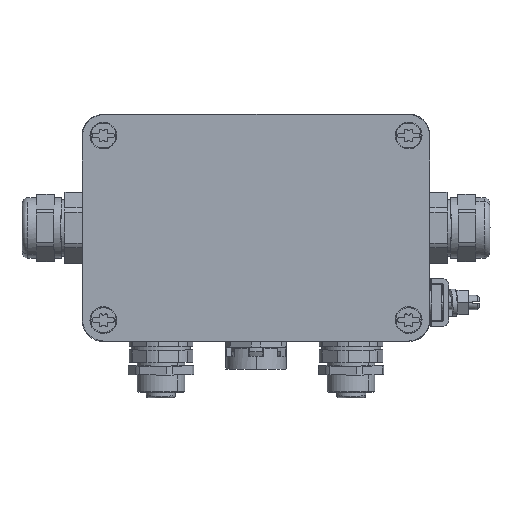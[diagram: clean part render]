
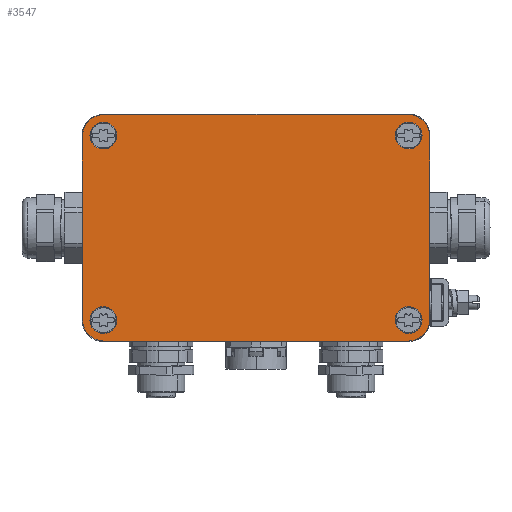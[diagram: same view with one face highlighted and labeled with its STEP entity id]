
A CAD part, top view. The second image highlights one B-rep face of the part: STEP entity #3547.
In plain terms, the highlighted planar face has unit normal (0, 0, 1).
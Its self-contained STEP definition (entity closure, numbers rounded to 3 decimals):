
#3463=AXIS2_PLACEMENT_3D('Plane Axis2P3D',#3460,#3461,#3462) ;
#3477=AXIS2_PLACEMENT_3D('Circle Axis2P3D',#3475,#3476,$) ;
#3486=AXIS2_PLACEMENT_3D('Circle Axis2P3D',#3484,#3485,$) ;
#3495=AXIS2_PLACEMENT_3D('Circle Axis2P3D',#3493,#3494,$) ;
#3504=AXIS2_PLACEMENT_3D('Circle Axis2P3D',#3502,#3503,$) ;
#3513=AXIS2_PLACEMENT_3D('Circle Axis2P3D',#3511,#3512,$) ;
#3522=AXIS2_PLACEMENT_3D('Circle Axis2P3D',#3520,#3521,$) ;
#3531=AXIS2_PLACEMENT_3D('Circle Axis2P3D',#3529,#3530,$) ;
#3540=AXIS2_PLACEMENT_3D('Circle Axis2P3D',#3538,#3539,$) ;
#1711=CARTESIAN_POINT('Control Point',(108.824,79.764,34.)) ;
#1712=CARTESIAN_POINT('Control Point',(110.708,79.764,34.)) ;
#1713=CARTESIAN_POINT('Control Point',(112.595,79.026,34.)) ;
#1714=CARTESIAN_POINT('Control Point',(114.085,77.536,34.)) ;
#1715=CARTESIAN_POINT('Control Point',(114.823,75.649,34.)) ;
#1716=CARTESIAN_POINT('Control Point',(114.823,73.765,34.)) ;
#1717=CARTESIAN_POINT('Vertex',(108.824,79.764,34.)) ;
#1719=CARTESIAN_POINT('Vertex',(114.823,73.765,34.)) ;
#1745=CARTESIAN_POINT('Line Origine',(114.823,47.868,34.)) ;
#1749=CARTESIAN_POINT('Vertex',(114.823,21.972,34.)) ;
#1771=CARTESIAN_POINT('Control Point',(108.824,15.973,34.)) ;
#1772=CARTESIAN_POINT('Control Point',(110.708,15.973,34.)) ;
#1773=CARTESIAN_POINT('Control Point',(112.595,16.711,34.)) ;
#1774=CARTESIAN_POINT('Control Point',(114.085,18.201,34.)) ;
#1775=CARTESIAN_POINT('Control Point',(114.823,20.088,34.)) ;
#1776=CARTESIAN_POINT('Control Point',(114.823,21.972,34.)) ;
#1777=CARTESIAN_POINT('Vertex',(108.824,15.973,34.)) ;
#1798=CARTESIAN_POINT('Line Origine',(65.928,15.973,34.)) ;
#1802=CARTESIAN_POINT('Vertex',(23.031,15.973,34.)) ;
#1824=CARTESIAN_POINT('Control Point',(17.032,21.972,34.)) ;
#1825=CARTESIAN_POINT('Control Point',(17.032,20.088,34.)) ;
#1826=CARTESIAN_POINT('Control Point',(17.77,18.201,34.)) ;
#1827=CARTESIAN_POINT('Control Point',(19.26,16.711,34.)) ;
#1828=CARTESIAN_POINT('Control Point',(21.147,15.973,34.)) ;
#1829=CARTESIAN_POINT('Control Point',(23.031,15.973,34.)) ;
#1830=CARTESIAN_POINT('Vertex',(17.032,21.972,34.)) ;
#1851=CARTESIAN_POINT('Line Origine',(17.032,47.868,34.)) ;
#1855=CARTESIAN_POINT('Vertex',(17.032,73.765,34.)) ;
#1877=CARTESIAN_POINT('Control Point',(17.032,73.765,34.)) ;
#1878=CARTESIAN_POINT('Control Point',(17.032,75.649,34.)) ;
#1879=CARTESIAN_POINT('Control Point',(17.77,77.536,34.)) ;
#1880=CARTESIAN_POINT('Control Point',(19.26,79.026,34.)) ;
#1881=CARTESIAN_POINT('Control Point',(21.147,79.764,34.)) ;
#1882=CARTESIAN_POINT('Control Point',(23.031,79.764,34.)) ;
#1883=CARTESIAN_POINT('Vertex',(23.031,79.764,34.)) ;
#1904=CARTESIAN_POINT('Line Origine',(65.928,79.764,34.)) ;
#3460=CARTESIAN_POINT('Axis2P3D Location',(65.928,15.973,34.)) ;
#3475=CARTESIAN_POINT('Axis2P3D Location',(22.928,21.868,34.)) ;
#3479=CARTESIAN_POINT('Vertex',(24.74,25.187,34.)) ;
#3481=CARTESIAN_POINT('Vertex',(21.115,18.55,34.)) ;
#3484=CARTESIAN_POINT('Axis2P3D Location',(22.928,21.868,34.)) ;
#3493=CARTESIAN_POINT('Axis2P3D Location',(108.928,73.868,34.)) ;
#3497=CARTESIAN_POINT('Vertex',(110.74,77.187,34.)) ;
#3499=CARTESIAN_POINT('Vertex',(107.115,70.55,34.)) ;
#3502=CARTESIAN_POINT('Axis2P3D Location',(108.928,73.868,34.)) ;
#3511=CARTESIAN_POINT('Axis2P3D Location',(22.928,73.868,34.)) ;
#3515=CARTESIAN_POINT('Vertex',(21.115,70.55,34.)) ;
#3517=CARTESIAN_POINT('Vertex',(24.74,77.187,34.)) ;
#3520=CARTESIAN_POINT('Axis2P3D Location',(22.928,73.868,34.)) ;
#3529=CARTESIAN_POINT('Axis2P3D Location',(108.928,21.868,34.)) ;
#3533=CARTESIAN_POINT('Vertex',(107.115,18.55,34.)) ;
#3535=CARTESIAN_POINT('Vertex',(110.74,25.187,34.)) ;
#3538=CARTESIAN_POINT('Axis2P3D Location',(108.928,21.868,34.)) ;
#1746=DIRECTION('Vector Direction',(0.,1.,0.)) ;
#1799=DIRECTION('Vector Direction',(1.,0.,0.)) ;
#1852=DIRECTION('Vector Direction',(0.,1.,0.)) ;
#1905=DIRECTION('Vector Direction',(1.,0.,0.)) ;
#3461=DIRECTION('Axis2P3D Direction',(0.,0.,-1.)) ;
#3462=DIRECTION('Axis2P3D XDirection',(0.,1.,0.)) ;
#3476=DIRECTION('Axis2P3D Direction',(0.,0.,-1.)) ;
#3485=DIRECTION('Axis2P3D Direction',(0.,0.,-1.)) ;
#3494=DIRECTION('Axis2P3D Direction',(0.,0.,-1.)) ;
#3503=DIRECTION('Axis2P3D Direction',(0.,0.,-1.)) ;
#3512=DIRECTION('Axis2P3D Direction',(0.,0.,-1.)) ;
#3521=DIRECTION('Axis2P3D Direction',(0.,0.,-1.)) ;
#3530=DIRECTION('Axis2P3D Direction',(0.,0.,-1.)) ;
#3539=DIRECTION('Axis2P3D Direction',(0.,0.,-1.)) ;
#1747=VECTOR('Line Direction',#1746,1.) ;
#1800=VECTOR('Line Direction',#1799,1.) ;
#1853=VECTOR('Line Direction',#1852,1.) ;
#1906=VECTOR('Line Direction',#1905,1.) ;
#3466=ORIENTED_EDGE('',*,*,#1721,.F.) ;
#3467=ORIENTED_EDGE('',*,*,#1908,.F.) ;
#3468=ORIENTED_EDGE('',*,*,#1885,.F.) ;
#3469=ORIENTED_EDGE('',*,*,#1857,.F.) ;
#3470=ORIENTED_EDGE('',*,*,#1832,.F.) ;
#3471=ORIENTED_EDGE('',*,*,#1804,.T.) ;
#3472=ORIENTED_EDGE('',*,*,#1779,.F.) ;
#3473=ORIENTED_EDGE('',*,*,#1751,.T.) ;
#3490=ORIENTED_EDGE('',*,*,#3483,.F.) ;
#3491=ORIENTED_EDGE('',*,*,#3488,.F.) ;
#3508=ORIENTED_EDGE('',*,*,#3501,.F.) ;
#3509=ORIENTED_EDGE('',*,*,#3506,.F.) ;
#3526=ORIENTED_EDGE('',*,*,#3519,.F.) ;
#3527=ORIENTED_EDGE('',*,*,#3524,.F.) ;
#3544=ORIENTED_EDGE('',*,*,#3537,.F.) ;
#3545=ORIENTED_EDGE('',*,*,#3542,.F.) ;
#3492=FACE_BOUND('',#3489,.T.) ;
#3510=FACE_BOUND('',#3507,.T.) ;
#3528=FACE_BOUND('',#3525,.T.) ;
#3546=FACE_BOUND('',#3543,.T.) ;
#3547=ADVANCED_FACE('FBcon',(#3474,#3492,#3510,#3528,#3546),#3464,.F.) ;
#1710=B_SPLINE_CURVE_WITH_KNOTS('',5,(#1711,#1712,#1713,#1714,#1715,#1716),.UNSPECIFIED.,.F.,.U.,(6,6),(0.,13.327),.UNSPECIFIED.) ;
#1770=B_SPLINE_CURVE_WITH_KNOTS('',5,(#1771,#1772,#1773,#1774,#1775,#1776),.UNSPECIFIED.,.F.,.U.,(6,6),(0.,13.327),.UNSPECIFIED.) ;
#1823=B_SPLINE_CURVE_WITH_KNOTS('',5,(#1824,#1825,#1826,#1827,#1828,#1829),.UNSPECIFIED.,.F.,.U.,(6,6),(0.,13.327),.UNSPECIFIED.) ;
#1876=B_SPLINE_CURVE_WITH_KNOTS('',5,(#1877,#1878,#1879,#1880,#1881,#1882),.UNSPECIFIED.,.F.,.U.,(6,6),(0.,13.327),.UNSPECIFIED.) ;
#3478=CIRCLE('generated circle',#3477,3.781) ;
#3487=CIRCLE('generated circle',#3486,3.781) ;
#3496=CIRCLE('generated circle',#3495,3.781) ;
#3505=CIRCLE('generated circle',#3504,3.781) ;
#3514=CIRCLE('generated circle',#3513,3.781) ;
#3523=CIRCLE('generated circle',#3522,3.781) ;
#3532=CIRCLE('generated circle',#3531,3.781) ;
#3541=CIRCLE('generated circle',#3540,3.781) ;
#1721=EDGE_CURVE('',#1718,#1720,#1710,.T.) ;
#1751=EDGE_CURVE('',#1750,#1720,#1748,.T.) ;
#1779=EDGE_CURVE('',#1750,#1778,#1770,.F.) ;
#1804=EDGE_CURVE('',#1803,#1778,#1801,.T.) ;
#1832=EDGE_CURVE('',#1803,#1831,#1823,.F.) ;
#1857=EDGE_CURVE('',#1831,#1856,#1854,.T.) ;
#1885=EDGE_CURVE('',#1856,#1884,#1876,.T.) ;
#1908=EDGE_CURVE('',#1884,#1718,#1907,.T.) ;
#3483=EDGE_CURVE('',#3480,#3482,#3478,.F.) ;
#3488=EDGE_CURVE('',#3482,#3480,#3487,.F.) ;
#3501=EDGE_CURVE('',#3498,#3500,#3496,.F.) ;
#3506=EDGE_CURVE('',#3500,#3498,#3505,.F.) ;
#3519=EDGE_CURVE('',#3516,#3518,#3514,.F.) ;
#3524=EDGE_CURVE('',#3518,#3516,#3523,.F.) ;
#3537=EDGE_CURVE('',#3534,#3536,#3532,.F.) ;
#3542=EDGE_CURVE('',#3536,#3534,#3541,.F.) ;
#3465=EDGE_LOOP('',(#3466,#3467,#3468,#3469,#3470,#3471,#3472,#3473)) ;
#3489=EDGE_LOOP('',(#3490,#3491)) ;
#3507=EDGE_LOOP('',(#3508,#3509)) ;
#3525=EDGE_LOOP('',(#3526,#3527)) ;
#3543=EDGE_LOOP('',(#3544,#3545)) ;
#3474=FACE_OUTER_BOUND('',#3465,.T.) ;
#1748=LINE('Line',#1745,#1747) ;
#1801=LINE('Line',#1798,#1800) ;
#1854=LINE('Line',#1851,#1853) ;
#1907=LINE('Line',#1904,#1906) ;
#3464=PLANE('',#3463) ;
#1718=VERTEX_POINT('',#1717) ;
#1720=VERTEX_POINT('',#1719) ;
#1750=VERTEX_POINT('',#1749) ;
#1778=VERTEX_POINT('',#1777) ;
#1803=VERTEX_POINT('',#1802) ;
#1831=VERTEX_POINT('',#1830) ;
#1856=VERTEX_POINT('',#1855) ;
#1884=VERTEX_POINT('',#1883) ;
#3480=VERTEX_POINT('',#3479) ;
#3482=VERTEX_POINT('',#3481) ;
#3498=VERTEX_POINT('',#3497) ;
#3500=VERTEX_POINT('',#3499) ;
#3516=VERTEX_POINT('',#3515) ;
#3518=VERTEX_POINT('',#3517) ;
#3534=VERTEX_POINT('',#3533) ;
#3536=VERTEX_POINT('',#3535) ;
